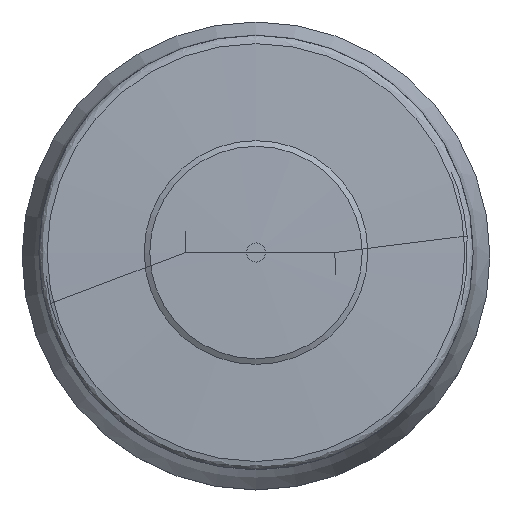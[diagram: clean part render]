
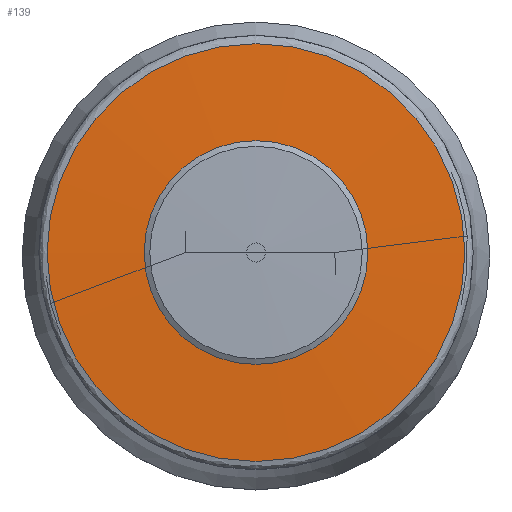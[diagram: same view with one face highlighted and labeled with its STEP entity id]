
A CAD part, top view. The second image highlights one B-rep face of the part: STEP entity #139.
In plain terms, the highlighted face is a revolution surface.
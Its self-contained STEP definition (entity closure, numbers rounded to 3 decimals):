
#34=SURFACE_OF_REVOLUTION('',#78,#39);
#39=AXIS1_PLACEMENT('',#703,#544);
#78=B_SPLINE_CURVE_WITH_KNOTS('',5,(#697,#698,#699,#700,#701,#702),
 .UNSPECIFIED.,.F.,.F.,(6,6),(0.,1.),.UNSPECIFIED.);
#139=ADVANCED_FACE('',(#185,#186),#34,.F.);
#185=FACE_BOUND('',#230,.T.);
#186=FACE_BOUND('',#231,.T.);
#230=EDGE_LOOP('',(#300));
#231=EDGE_LOOP('',(#301));
#300=ORIENTED_EDGE('',*,*,#370,.T.);
#301=ORIENTED_EDGE('',*,*,#369,.F.);
#334=VERTEX_POINT('',#671);
#335=VERTEX_POINT('',#696);
#369=EDGE_CURVE('',#334,#334,#390,.T.);
#370=EDGE_CURVE('',#335,#335,#391,.T.);
#390=CIRCLE('',#437,18.751);
#391=CIRCLE('',#438,10.043);
#437=AXIS2_PLACEMENT_3D('',#670,#539,#540);
#438=AXIS2_PLACEMENT_3D('',#695,#542,#543);
#539=DIRECTION('',(0.,0.,-1.));
#540=DIRECTION('',(-1.,0.,0.));
#542=DIRECTION('',(0.,0.,-1.));
#543=DIRECTION('',(-1.,0.,0.));
#544=DIRECTION('',(0.,0.,-1.));
#670=CARTESIAN_POINT('',(0.,0.,180.232));
#671=CARTESIAN_POINT('',(-18.751,0.,180.232));
#695=CARTESIAN_POINT('',(0.,0.,180.544));
#696=CARTESIAN_POINT('',(-10.043,0.,180.544));
#697=CARTESIAN_POINT('',(18.751,0.,180.232));
#698=CARTESIAN_POINT('',(17.009,0.,180.294));
#699=CARTESIAN_POINT('',(15.268,0.,180.357));
#700=CARTESIAN_POINT('',(13.526,0.,180.419));
#701=CARTESIAN_POINT('',(11.785,0.,180.481));
#702=CARTESIAN_POINT('',(10.043,0.,180.544));
#703=CARTESIAN_POINT('',(0.,0.,0.));
